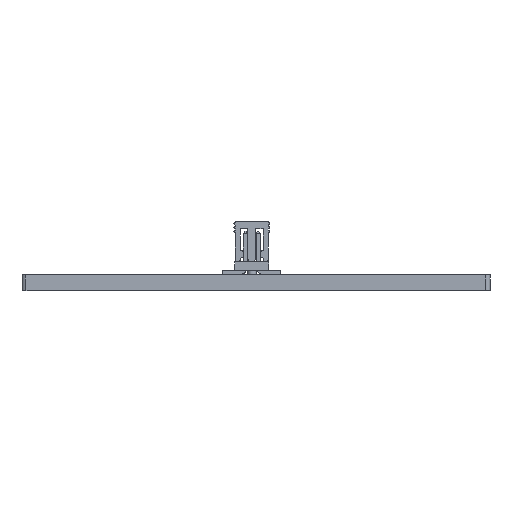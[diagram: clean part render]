
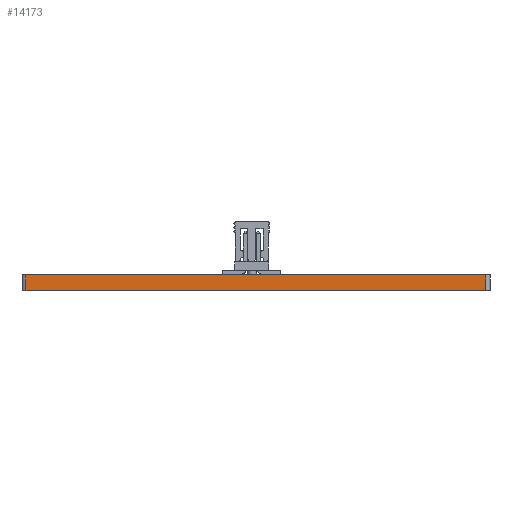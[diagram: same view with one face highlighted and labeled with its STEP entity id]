
A CAD part, front view. The second image highlights one B-rep face of the part: STEP entity #14173.
In plain terms, the highlighted planar face has unit normal (0, -1, 0).
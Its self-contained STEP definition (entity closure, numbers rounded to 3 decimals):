
#12139 = PLANE('',#12140);
#12140 = AXIS2_PLACEMENT_3D('',#12141,#12142,#12143);
#12141 = CARTESIAN_POINT('',(150.248,-96.634,1.6));
#12142 = DIRECTION('',(-0.,-0.,-1.));
#12143 = DIRECTION('',(-1.,0.,0.));
#12193 = PLANE('',#12194);
#12194 = AXIS2_PLACEMENT_3D('',#12195,#12196,#12197);
#12195 = CARTESIAN_POINT('',(150.248,-96.634,0.));
#12196 = DIRECTION('',(-0.,-0.,-1.));
#12197 = DIRECTION('',(-1.,0.,0.));
#12894 = VERTEX_POINT('',#12895);
#12895 = CARTESIAN_POINT('',(173.4,-119.9,0.));
#12914 = CYLINDRICAL_SURFACE('',#12915,0.4);
#12915 = AXIS2_PLACEMENT_3D('',#12916,#12917,#12918);
#12916 = CARTESIAN_POINT('',(173.4,-119.5,0.));
#12917 = DIRECTION('',(-0.,-0.,-1.));
#12918 = DIRECTION('',(1.,0.,-0.));
#12926 = EDGE_CURVE('',#12894,#12927,#12929,.T.);
#12927 = VERTEX_POINT('',#12928);
#12928 = CARTESIAN_POINT('',(127.4,-119.9,0.));
#12929 = SURFACE_CURVE('',#12930,(#12934,#12941),.PCURVE_S1.);
#12930 = LINE('',#12931,#12932);
#12931 = CARTESIAN_POINT('',(173.4,-119.9,0.));
#12932 = VECTOR('',#12933,1.);
#12933 = DIRECTION('',(-1.,0.,0.));
#12934 = PCURVE('',#12193,#12935);
#12935 = DEFINITIONAL_REPRESENTATION('',(#12936),#12940);
#12936 = LINE('',#12937,#12938);
#12937 = CARTESIAN_POINT('',(-23.152,-23.266));
#12938 = VECTOR('',#12939,1.);
#12939 = DIRECTION('',(1.,0.));
#12940 = ( GEOMETRIC_REPRESENTATION_CONTEXT(2) 
PARAMETRIC_REPRESENTATION_CONTEXT() REPRESENTATION_CONTEXT('2D SPACE',''
  ) );
#12941 = PCURVE('',#12942,#12947);
#12942 = PLANE('',#12943);
#12943 = AXIS2_PLACEMENT_3D('',#12944,#12945,#12946);
#12944 = CARTESIAN_POINT('',(173.4,-119.9,0.));
#12945 = DIRECTION('',(0.,-1.,0.));
#12946 = DIRECTION('',(-1.,0.,0.));
#12947 = DEFINITIONAL_REPRESENTATION('',(#12948),#12952);
#12948 = LINE('',#12949,#12950);
#12949 = CARTESIAN_POINT('',(0.,0.));
#12950 = VECTOR('',#12951,1.);
#12951 = DIRECTION('',(1.,0.));
#12952 = ( GEOMETRIC_REPRESENTATION_CONTEXT(2) 
PARAMETRIC_REPRESENTATION_CONTEXT() REPRESENTATION_CONTEXT('2D SPACE',''
  ) );
#12975 = CYLINDRICAL_SURFACE('',#12976,0.4);
#12976 = AXIS2_PLACEMENT_3D('',#12977,#12978,#12979);
#12977 = CARTESIAN_POINT('',(127.4,-119.5,0.));
#12978 = DIRECTION('',(-0.,-0.,-1.));
#12979 = DIRECTION('',(1.,0.,-0.));
#13726 = VERTEX_POINT('',#13727);
#13727 = CARTESIAN_POINT('',(173.4,-119.9,1.6));
#13753 = EDGE_CURVE('',#13726,#13754,#13756,.T.);
#13754 = VERTEX_POINT('',#13755);
#13755 = CARTESIAN_POINT('',(127.4,-119.9,1.6));
#13756 = SURFACE_CURVE('',#13757,(#13761,#13768),.PCURVE_S1.);
#13757 = LINE('',#13758,#13759);
#13758 = CARTESIAN_POINT('',(173.4,-119.9,1.6));
#13759 = VECTOR('',#13760,1.);
#13760 = DIRECTION('',(-1.,0.,0.));
#13761 = PCURVE('',#12139,#13762);
#13762 = DEFINITIONAL_REPRESENTATION('',(#13763),#13767);
#13763 = LINE('',#13764,#13765);
#13764 = CARTESIAN_POINT('',(-23.152,-23.266));
#13765 = VECTOR('',#13766,1.);
#13766 = DIRECTION('',(1.,0.));
#13767 = ( GEOMETRIC_REPRESENTATION_CONTEXT(2) 
PARAMETRIC_REPRESENTATION_CONTEXT() REPRESENTATION_CONTEXT('2D SPACE',''
  ) );
#13768 = PCURVE('',#12942,#13769);
#13769 = DEFINITIONAL_REPRESENTATION('',(#13770),#13774);
#13770 = LINE('',#13771,#13772);
#13771 = CARTESIAN_POINT('',(0.,-1.6));
#13772 = VECTOR('',#13773,1.);
#13773 = DIRECTION('',(1.,0.));
#13774 = ( GEOMETRIC_REPRESENTATION_CONTEXT(2) 
PARAMETRIC_REPRESENTATION_CONTEXT() REPRESENTATION_CONTEXT('2D SPACE',''
  ) );
#14125 = EDGE_CURVE('',#12927,#13754,#14126,.T.);
#14126 = SURFACE_CURVE('',#14127,(#14131,#14138),.PCURVE_S1.);
#14127 = LINE('',#14128,#14129);
#14128 = CARTESIAN_POINT('',(127.4,-119.9,0.));
#14129 = VECTOR('',#14130,1.);
#14130 = DIRECTION('',(0.,0.,1.));
#14131 = PCURVE('',#12975,#14132);
#14132 = DEFINITIONAL_REPRESENTATION('',(#14133),#14137);
#14133 = LINE('',#14134,#14135);
#14134 = CARTESIAN_POINT('',(-4.712,0.));
#14135 = VECTOR('',#14136,1.);
#14136 = DIRECTION('',(-0.,-1.));
#14137 = ( GEOMETRIC_REPRESENTATION_CONTEXT(2) 
PARAMETRIC_REPRESENTATION_CONTEXT() REPRESENTATION_CONTEXT('2D SPACE',''
  ) );
#14138 = PCURVE('',#12942,#14139);
#14139 = DEFINITIONAL_REPRESENTATION('',(#14140),#14144);
#14140 = LINE('',#14141,#14142);
#14141 = CARTESIAN_POINT('',(46.,0.));
#14142 = VECTOR('',#14143,1.);
#14143 = DIRECTION('',(0.,-1.));
#14144 = ( GEOMETRIC_REPRESENTATION_CONTEXT(2) 
PARAMETRIC_REPRESENTATION_CONTEXT() REPRESENTATION_CONTEXT('2D SPACE',''
  ) );
#14173 = ADVANCED_FACE('',(#14174),#12942,.T.);
#14174 = FACE_BOUND('',#14175,.T.);
#14175 = EDGE_LOOP('',(#14176,#14197,#14198,#14199));
#14176 = ORIENTED_EDGE('',*,*,#14177,.T.);
#14177 = EDGE_CURVE('',#12894,#13726,#14178,.T.);
#14178 = SURFACE_CURVE('',#14179,(#14183,#14190),.PCURVE_S1.);
#14179 = LINE('',#14180,#14181);
#14180 = CARTESIAN_POINT('',(173.4,-119.9,0.));
#14181 = VECTOR('',#14182,1.);
#14182 = DIRECTION('',(0.,0.,1.));
#14183 = PCURVE('',#12942,#14184);
#14184 = DEFINITIONAL_REPRESENTATION('',(#14185),#14189);
#14185 = LINE('',#14186,#14187);
#14186 = CARTESIAN_POINT('',(0.,0.));
#14187 = VECTOR('',#14188,1.);
#14188 = DIRECTION('',(0.,-1.));
#14189 = ( GEOMETRIC_REPRESENTATION_CONTEXT(2) 
PARAMETRIC_REPRESENTATION_CONTEXT() REPRESENTATION_CONTEXT('2D SPACE',''
  ) );
#14190 = PCURVE('',#12914,#14191);
#14191 = DEFINITIONAL_REPRESENTATION('',(#14192),#14196);
#14192 = LINE('',#14193,#14194);
#14193 = CARTESIAN_POINT('',(-4.712,0.));
#14194 = VECTOR('',#14195,1.);
#14195 = DIRECTION('',(-0.,-1.));
#14196 = ( GEOMETRIC_REPRESENTATION_CONTEXT(2) 
PARAMETRIC_REPRESENTATION_CONTEXT() REPRESENTATION_CONTEXT('2D SPACE',''
  ) );
#14197 = ORIENTED_EDGE('',*,*,#13753,.T.);
#14198 = ORIENTED_EDGE('',*,*,#14125,.F.);
#14199 = ORIENTED_EDGE('',*,*,#12926,.F.);
